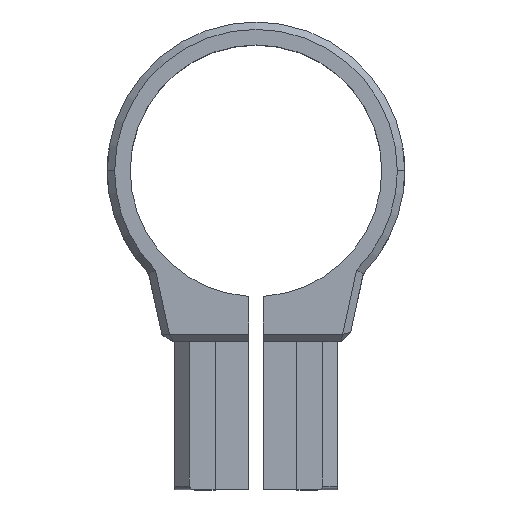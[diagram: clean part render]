
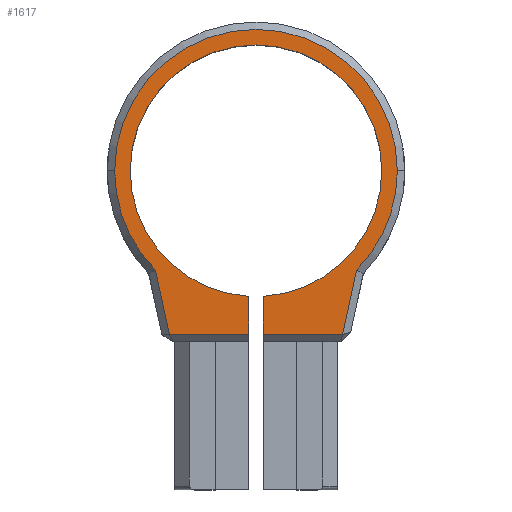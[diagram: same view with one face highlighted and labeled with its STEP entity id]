
A CAD part, top view. The second image highlights one B-rep face of the part: STEP entity #1617.
In plain terms, the highlighted planar face has unit normal (0, 0, 1).
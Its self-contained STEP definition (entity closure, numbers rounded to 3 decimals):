
#268 = VECTOR ( 'NONE', #2867, 1000. ) ;
#274 = AXIS2_PLACEMENT_3D ( 'NONE', #2858, #2868, #2869 ) ;
#286 = ORIENTED_EDGE ( 'NONE', *, *, #1773, .T. ) ;
#293 = ORIENTED_EDGE ( 'NONE', *, *, #1705, .T. ) ;
#295 = ORIENTED_EDGE ( 'NONE', *, *, #1770, .T. ) ;
#301 = ORIENTED_EDGE ( 'NONE', *, *, #1843, .T. ) ;
#337 = ORIENTED_EDGE ( 'NONE', *, *, #1704, .T. ) ;
#360 = PLANE ( 'NONE',  #2017 ) ;
#361 = CARTESIAN_POINT ( 'NONE',  ( 0., 0., 12.5 ) ) ;
#362 = DIRECTION ( 'NONE',  ( 0., 0., 1. ) ) ;
#363 = DIRECTION ( 'NONE',  ( 1., 0., 0. ) ) ;
#654 = LINE ( 'NONE', #655, #2187 ) ;
#655 = CARTESIAN_POINT ( 'NONE',  ( 12.5, -22.1, 12.5 ) ) ;
#656 = DIRECTION ( 'NONE',  ( 1., 0., 0. ) ) ;
#657 = CARTESIAN_POINT ( 'NONE',  ( 0., 0., 12.5 ) ) ;
#658 = LINE ( 'NONE', #659, #2188 ) ;
#659 = CARTESIAN_POINT ( 'NONE',  ( 13.523, -13.707, 12.5 ) ) ;
#660 = DIRECTION ( 'NONE',  ( 0.213, 0.977, 0. ) ) ;
#661 = DIRECTION ( 'NONE',  ( 0., 0., 1. ) ) ;
#662 = DIRECTION ( 'NONE',  ( 1., 0., 0. ) ) ;
#664 = LINE ( 'NONE', #665, #2189 ) ;
#665 = CARTESIAN_POINT ( 'NONE',  ( -11.523, -22.887, 12.5 ) ) ;
#666 = DIRECTION ( 'NONE',  ( 0.213, -0.977, 0. ) ) ;
#855 = CARTESIAN_POINT ( 'NONE',  ( 0., 0., 12.5 ) ) ;
#859 = DIRECTION ( 'NONE',  ( 0., 0., 1. ) ) ;
#860 = DIRECTION ( 'NONE',  ( 1., 0., 0. ) ) ;
#867 = CARTESIAN_POINT ( 'NONE',  ( 0., 0., 12.5 ) ) ;
#871 = DIRECTION ( 'NONE',  ( 0., 0., 1. ) ) ;
#872 = DIRECTION ( 'NONE',  ( 1., 0., 0. ) ) ;
#880 = CARTESIAN_POINT ( 'NONE',  ( 0., 0., 12.5 ) ) ;
#881 = DIRECTION ( 'NONE',  ( 0., 0., 1. ) ) ;
#882 = DIRECTION ( 'NONE',  ( 1., 0., 0. ) ) ;
#945 = VECTOR ( 'NONE', #2601, 1000. ) ;
#970 = VECTOR ( 'NONE', #2670, 1000. ) ;
#1085 = EDGE_LOOP ( 'NONE', ( #2926, #2924, #2925, #2922, #2923, #2911, #2921, #337, #295, #286, #293, #301 ) ) ;
#1218 = VERTEX_POINT ( 'NONE', #1480 ) ;
#1227 = VERTEX_POINT ( 'NONE', #1489 ) ;
#1229 = VERTEX_POINT ( 'NONE', #1491 ) ;
#1230 = VERTEX_POINT ( 'NONE', #1492 ) ;
#1240 = VERTEX_POINT ( 'NONE', #1502 ) ;
#1243 = VERTEX_POINT ( 'NONE', #1505 ) ;
#1249 = VERTEX_POINT ( 'NONE', #1511 ) ;
#1281 = VERTEX_POINT ( 'NONE', #1543 ) ;
#1289 = VERTEX_POINT ( 'NONE', #1551 ) ;
#1290 = VERTEX_POINT ( 'NONE', #1552 ) ;
#1318 = VERTEX_POINT ( 'NONE', #1580 ) ;
#1319 = VERTEX_POINT ( 'NONE', #1581 ) ;
#1480 = CARTESIAN_POINT ( 'NONE',  ( 13.584, -13.427, 12.5 ) ) ;
#1489 = CARTESIAN_POINT ( 'NONE',  ( 1., -16.971, 12.5 ) ) ;
#1491 = CARTESIAN_POINT ( 'NONE',  ( 17., 0., 12.5 ) ) ;
#1492 = CARTESIAN_POINT ( 'NONE',  ( 19.1, 0., 12.5 ) ) ;
#1502 = CARTESIAN_POINT ( 'NONE',  ( -19.1, 0., 12.5 ) ) ;
#1505 = CARTESIAN_POINT ( 'NONE',  ( -13.584, -13.427, 12.5 ) ) ;
#1511 = CARTESIAN_POINT ( 'NONE',  ( -17., 0., 12.5 ) ) ;
#1543 = CARTESIAN_POINT ( 'NONE',  ( 11.694, -22.1, 12.5 ) ) ;
#1551 = CARTESIAN_POINT ( 'NONE',  ( 1., -22.1, 12.5 ) ) ;
#1552 = CARTESIAN_POINT ( 'NONE',  ( -1., -16.971, 12.5 ) ) ;
#1580 = CARTESIAN_POINT ( 'NONE',  ( -11.694, -22.1, 12.5 ) ) ;
#1581 = CARTESIAN_POINT ( 'NONE',  ( -1., -22.1, 12.5 ) ) ;
#1617 = ADVANCED_FACE ( 'NONE', ( #2014 ), #360, .T. ) ;
#1702 = EDGE_CURVE ( 'NONE', #1289, #1281, #654, .T. ) ;
#1703 = EDGE_CURVE ( 'NONE', #1281, #1218, #658, .T. ) ;
#1704 = EDGE_CURVE ( 'NONE', #1218, #1230, #1917, .T. ) ;
#1705 = EDGE_CURVE ( 'NONE', #1243, #1318, #664, .T. ) ;
#1766 = EDGE_CURVE ( 'NONE', #1227, #1229, #1908, .T. ) ;
#1770 = EDGE_CURVE ( 'NONE', #1230, #1240, #1905, .T. ) ;
#1773 = EDGE_CURVE ( 'NONE', #1240, #1243, #1903, .T. ) ;
#1790 = EDGE_CURVE ( 'NONE', #1229, #1249, #1899, .T. ) ;
#1843 = EDGE_CURVE ( 'NONE', #1318, #1319, #2599, .T. ) ;
#1866 = EDGE_CURVE ( 'NONE', #1289, #1227, #2668, .T. ) ;
#1884 = CIRCLE ( 'NONE', #274, 17. ) ;
#1899 = CIRCLE ( 'NONE', #2289, 17. ) ;
#1903 = CIRCLE ( 'NONE', #2275, 19.1 ) ;
#1905 = CIRCLE ( 'NONE', #2273, 19.1 ) ;
#1908 = CIRCLE ( 'NONE', #2270, 17. ) ;
#1917 = CIRCLE ( 'NONE', #2185, 19.1 ) ;
#1977 = EDGE_CURVE ( 'NONE', #1290, #1319, #2865, .T. ) ;
#1978 = EDGE_CURVE ( 'NONE', #1249, #1290, #1884, .T. ) ;
#2014 = FACE_OUTER_BOUND ( 'NONE', #1085, .T. ) ;
#2017 = AXIS2_PLACEMENT_3D ( 'NONE', #361, #362, #363 ) ;
#2185 = AXIS2_PLACEMENT_3D ( 'NONE', #657, #661, #662 ) ;
#2187 = VECTOR ( 'NONE', #656, 1000. ) ;
#2188 = VECTOR ( 'NONE', #660, 1000. ) ;
#2189 = VECTOR ( 'NONE', #666, 1000. ) ;
#2270 = AXIS2_PLACEMENT_3D ( 'NONE', #855, #859, #860 ) ;
#2273 = AXIS2_PLACEMENT_3D ( 'NONE', #867, #871, #872 ) ;
#2275 = AXIS2_PLACEMENT_3D ( 'NONE', #880, #881, #882 ) ;
#2289 = AXIS2_PLACEMENT_3D ( 'NONE', #2392, #2402, #2403 ) ;
#2392 = CARTESIAN_POINT ( 'NONE',  ( 0., 0., 12.5 ) ) ;
#2402 = DIRECTION ( 'NONE',  ( 0., 0., 1. ) ) ;
#2403 = DIRECTION ( 'NONE',  ( 1., 0., 0. ) ) ;
#2599 = LINE ( 'NONE', #2600, #945 ) ;
#2600 = CARTESIAN_POINT ( 'NONE',  ( 12.5, -22.1, 12.5 ) ) ;
#2601 = DIRECTION ( 'NONE',  ( 1., 0., 0. ) ) ;
#2668 = LINE ( 'NONE', #2669, #970 ) ;
#2669 = CARTESIAN_POINT ( 'NONE',  ( 1., 0., 12.5 ) ) ;
#2670 = DIRECTION ( 'NONE',  ( 0., 1., 0. ) ) ;
#2858 = CARTESIAN_POINT ( 'NONE',  ( 0., 0., 12.5 ) ) ;
#2865 = LINE ( 'NONE', #2866, #268 ) ;
#2866 = CARTESIAN_POINT ( 'NONE',  ( -1., -45., 12.5 ) ) ;
#2867 = DIRECTION ( 'NONE',  ( 0., -1., 0. ) ) ;
#2868 = DIRECTION ( 'NONE',  ( 0., 0., 1. ) ) ;
#2869 = DIRECTION ( 'NONE',  ( 1., 0., 0. ) ) ;
#2911 = ORIENTED_EDGE ( 'NONE', *, *, #1702, .T. ) ;
#2921 = ORIENTED_EDGE ( 'NONE', *, *, #1703, .T. ) ;
#2922 = ORIENTED_EDGE ( 'NONE', *, *, #1766, .F. ) ;
#2923 = ORIENTED_EDGE ( 'NONE', *, *, #1866, .F. ) ;
#2924 = ORIENTED_EDGE ( 'NONE', *, *, #1978, .F. ) ;
#2925 = ORIENTED_EDGE ( 'NONE', *, *, #1790, .F. ) ;
#2926 = ORIENTED_EDGE ( 'NONE', *, *, #1977, .F. ) ;
